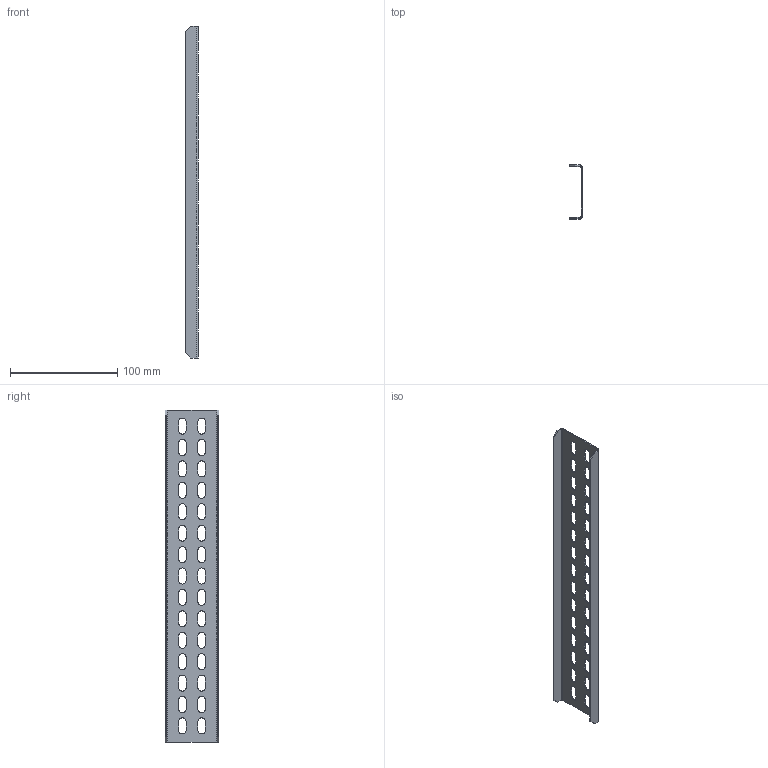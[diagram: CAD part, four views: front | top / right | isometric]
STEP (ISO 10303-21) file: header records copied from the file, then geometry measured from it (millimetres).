
FILE_DESCRIPTION (( 'STEP AP214' ), '1' );
FILE_NAME ('mb-15-rp-45n ÌÈ-2342.00.00.001 Ðåéêà áîêîâàÿ.STEP', '2021-11-15T12:21:32', ( '' ), ( '' ), 'SwSTEP 2.0', 'SolidWorks 2021', '' );
FILE_SCHEMA (( 'AUTOMOTIVE_DESIGN' ));
Length unit declared in the file: millimetre
Products named in the file (1): mb-15-rp-45n ÌÈ-2342.00.00.001 Ðåéêà áîêîâàÿ
Bounding box: 12 x 50 x 310 mm (x, y, z)
Volume: 22662.8 mm3; surface area: 40037.6 mm2
Topology: 1 solids, 1 shells, 146 faces, 416 edges, 272 vertices
Faces by surface type: plane 82, cylinder 64
Entity records: 4914 total; most frequent: DIRECTION 838, CARTESIAN_POINT 835, ORIENTED_EDGE 832, EDGE_CURVE 416, LINE 288, VECTOR 288, AXIS2_PLACEMENT_3D 275, VERTEX_POINT 272
